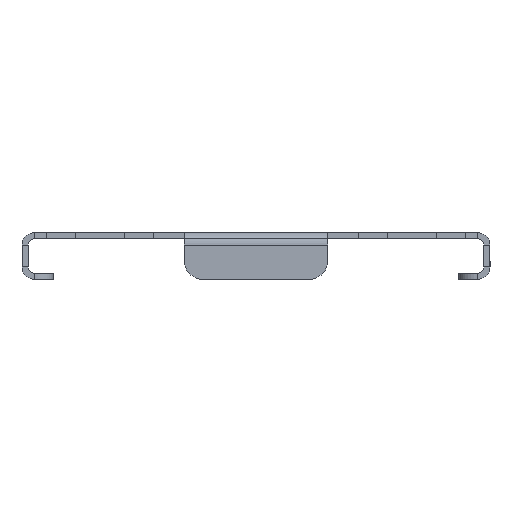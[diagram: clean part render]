
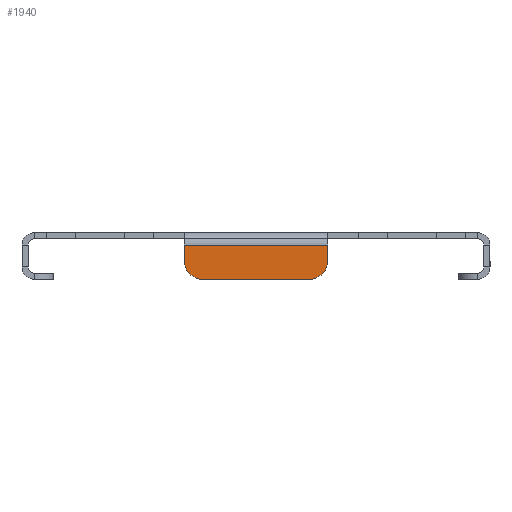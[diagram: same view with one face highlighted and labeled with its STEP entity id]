
A CAD part, left-side view. The second image highlights one B-rep face of the part: STEP entity #1940.
In plain terms, the highlighted planar face has unit normal (-1, 0, 0).
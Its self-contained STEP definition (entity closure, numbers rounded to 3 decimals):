
#66 = EDGE_CURVE ( 'NONE', #1035, #1000, #1363, .T. ) ;
#235 = CARTESIAN_POINT ( 'NONE',  ( -549.5, 23., -9. ) ) ;
#280 = ORIENTED_EDGE ( 'NONE', *, *, #2606, .T. ) ;
#282 = DIRECTION ( 'NONE',  ( 0., 0., -1. ) ) ;
#307 = CARTESIAN_POINT ( 'NONE',  ( -549.5, 0., 0. ) ) ;
#336 = DIRECTION ( 'NONE',  ( 1., 0., 0. ) ) ;
#375 = ORIENTED_EDGE ( 'NONE', *, *, #1605, .T. ) ;
#453 = LINE ( 'NONE', #2139, #1684 ) ;
#462 = VECTOR ( 'NONE', #282, 1000. ) ;
#470 = CARTESIAN_POINT ( 'NONE',  ( -549.5, 17., -15. ) ) ;
#496 = LINE ( 'NONE', #1652, #462 ) ;
#504 = VERTEX_POINT ( 'NONE', #470 ) ;
#508 = VECTOR ( 'NONE', #2372, 1000. ) ;
#638 = EDGE_CURVE ( 'NONE', #1581, #2039, #2254, .T. ) ;
#735 = ORIENTED_EDGE ( 'NONE', *, *, #1444, .F. ) ;
#798 = LINE ( 'NONE', #1950, #508 ) ;
#855 = DIRECTION ( 'NONE',  ( 0., 0., -1. ) ) ;
#941 = CARTESIAN_POINT ( 'NONE',  ( -549.5, -17., -9. ) ) ;
#1000 = VERTEX_POINT ( 'NONE', #2026 ) ;
#1035 = VERTEX_POINT ( 'NONE', #2902 ) ;
#1131 = ORIENTED_EDGE ( 'NONE', *, *, #66, .T. ) ;
#1159 = DIRECTION ( 'NONE',  ( 0., 0., -1. ) ) ;
#1190 = DIRECTION ( 'NONE',  ( -1., 0., 0. ) ) ;
#1192 = CIRCLE ( 'NONE', #2874, 6. ) ;
#1321 = CARTESIAN_POINT ( 'NONE',  ( -549.5, -75., -4. ) ) ;
#1363 = CIRCLE ( 'NONE', #1698, 6. ) ;
#1444 = EDGE_CURVE ( 'NONE', #1035, #504, #798, .T. ) ;
#1456 = FACE_OUTER_BOUND ( 'NONE', #2833, .T. ) ;
#1547 = CARTESIAN_POINT ( 'NONE',  ( -549.5, 23., -4. ) ) ;
#1581 = VERTEX_POINT ( 'NONE', #1547 ) ;
#1605 = EDGE_CURVE ( 'NONE', #1764, #504, #1192, .T. ) ;
#1652 = CARTESIAN_POINT ( 'NONE',  ( -549.5, 23., -15. ) ) ;
#1684 = VECTOR ( 'NONE', #2348, 1000. ) ;
#1698 = AXIS2_PLACEMENT_3D ( 'NONE', #941, #1190, #1159 ) ;
#1764 = VERTEX_POINT ( 'NONE', #235 ) ;
#1768 = CARTESIAN_POINT ( 'NONE',  ( -549.5, -23., -4. ) ) ;
#1778 = DIRECTION ( 'NONE',  ( 0., -1., 0. ) ) ;
#1843 = EDGE_CURVE ( 'NONE', #1581, #1764, #496, .T. ) ;
#1932 = ORIENTED_EDGE ( 'NONE', *, *, #638, .F. ) ;
#1940 = ADVANCED_FACE ( 'NONE', ( #1456 ), #2413, .F. ) ;
#1950 = CARTESIAN_POINT ( 'NONE',  ( -549.5, -75., -15. ) ) ;
#2008 = DIRECTION ( 'NONE',  ( -1., 0., 0. ) ) ;
#2026 = CARTESIAN_POINT ( 'NONE',  ( -549.5, -23., -9. ) ) ;
#2028 = VECTOR ( 'NONE', #1778, 1000. ) ;
#2039 = VERTEX_POINT ( 'NONE', #1768 ) ;
#2060 = AXIS2_PLACEMENT_3D ( 'NONE', #307, #336, #2650 ) ;
#2139 = CARTESIAN_POINT ( 'NONE',  ( -549.5, -23., -15. ) ) ;
#2254 = LINE ( 'NONE', #1321, #2028 ) ;
#2348 = DIRECTION ( 'NONE',  ( 0., 0., 1. ) ) ;
#2372 = DIRECTION ( 'NONE',  ( 0., 1., 0. ) ) ;
#2413 = PLANE ( 'NONE',  #2060 ) ;
#2428 = ORIENTED_EDGE ( 'NONE', *, *, #1843, .T. ) ;
#2606 = EDGE_CURVE ( 'NONE', #1000, #2039, #453, .T. ) ;
#2650 = DIRECTION ( 'NONE',  ( 0., 0., -1. ) ) ;
#2668 = CARTESIAN_POINT ( 'NONE',  ( -549.5, 17., -9. ) ) ;
#2833 = EDGE_LOOP ( 'NONE', ( #735, #1131, #280, #1932, #2428, #375 ) ) ;
#2874 = AXIS2_PLACEMENT_3D ( 'NONE', #2668, #2008, #855 ) ;
#2902 = CARTESIAN_POINT ( 'NONE',  ( -549.5, -17., -15. ) ) ;
